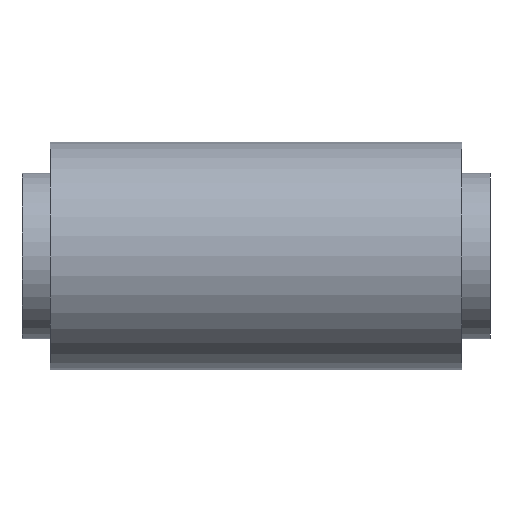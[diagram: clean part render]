
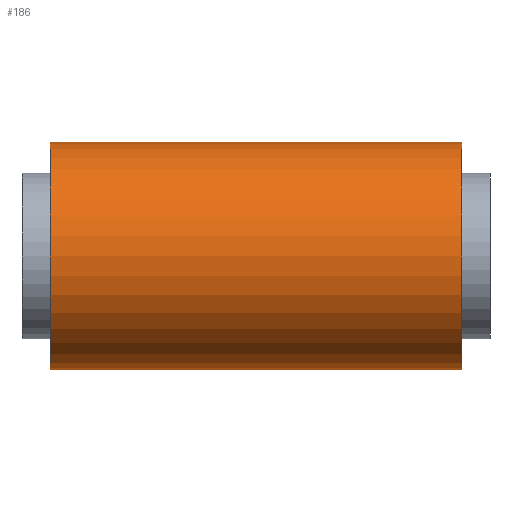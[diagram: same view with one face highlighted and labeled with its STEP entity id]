
A CAD part, left-side view. The second image highlights one B-rep face of the part: STEP entity #186.
In plain terms, the highlighted cylindrical face has radius 4.25 mm (diameter 8.5 mm), a partial arc.
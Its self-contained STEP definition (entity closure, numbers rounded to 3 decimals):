
#9 = EDGE_CURVE ( 'NONE', #91, #295, #12, .T. ) ;
#12 = LINE ( 'NONE', #331, #300 ) ;
#18 = CARTESIAN_POINT ( 'NONE',  ( 0., -7.7, 0. ) ) ;
#42 = DIRECTION ( 'NONE',  ( 0., 0., -1. ) ) ;
#45 = EDGE_CURVE ( 'NONE', #295, #180, #321, .T. ) ;
#68 = DIRECTION ( 'NONE',  ( 0., -1., 0. ) ) ;
#77 = CARTESIAN_POINT ( 'NONE',  ( 0., 7.7, 4.25 ) ) ;
#84 = CARTESIAN_POINT ( 'NONE',  ( 0., 7.7, -4.25 ) ) ;
#90 = ORIENTED_EDGE ( 'NONE', *, *, #9, .F. ) ;
#91 = VERTEX_POINT ( 'NONE', #77 ) ;
#97 = ORIENTED_EDGE ( 'NONE', *, *, #45, .F. ) ;
#98 = EDGE_CURVE ( 'NONE', #91, #241, #313, .T. ) ;
#102 = DIRECTION ( 'NONE',  ( 0., 0., -1. ) ) ;
#115 = DIRECTION ( 'NONE',  ( 0., -1., 0. ) ) ;
#126 = DIRECTION ( 'NONE',  ( 0., -1., 0. ) ) ;
#155 = AXIS2_PLACEMENT_3D ( 'NONE', #294, #115, #184 ) ;
#170 = AXIS2_PLACEMENT_3D ( 'NONE', #18, #68, #42 ) ;
#180 = VERTEX_POINT ( 'NONE', #355 ) ;
#184 = DIRECTION ( 'NONE',  ( 0., 0., -1. ) ) ;
#186 = ADVANCED_FACE ( 'NONE', ( #269 ), #254, .T. ) ;
#192 = CARTESIAN_POINT ( 'NONE',  ( 0., -7.7, 4.25 ) ) ;
#193 = DIRECTION ( 'NONE',  ( 0., -1., 0. ) ) ;
#211 = EDGE_CURVE ( 'NONE', #241, #180, #261, .T. ) ;
#232 = DIRECTION ( 'NONE',  ( 0., -1., 0. ) ) ;
#241 = VERTEX_POINT ( 'NONE', #84 ) ;
#247 = VECTOR ( 'NONE', #193, 1000. ) ;
#254 = CYLINDRICAL_SURFACE ( 'NONE', #155, 4.25 ) ;
#261 = LINE ( 'NONE', #290, #247 ) ;
#269 = FACE_OUTER_BOUND ( 'NONE', #309, .T. ) ;
#290 = CARTESIAN_POINT ( 'NONE',  ( 0., -8.75, -4.25 ) ) ;
#294 = CARTESIAN_POINT ( 'NONE',  ( 0., -8.75, 0. ) ) ;
#295 = VERTEX_POINT ( 'NONE', #192 ) ;
#300 = VECTOR ( 'NONE', #232, 1000. ) ;
#309 = EDGE_LOOP ( 'NONE', ( #90, #363, #356, #97 ) ) ;
#310 = AXIS2_PLACEMENT_3D ( 'NONE', #341, #126, #102 ) ;
#313 = CIRCLE ( 'NONE', #310, 4.25 ) ;
#321 = CIRCLE ( 'NONE', #170, 4.25 ) ;
#331 = CARTESIAN_POINT ( 'NONE',  ( 0., -8.75, 4.25 ) ) ;
#341 = CARTESIAN_POINT ( 'NONE',  ( 0., 7.7, 0. ) ) ;
#355 = CARTESIAN_POINT ( 'NONE',  ( 0., -7.7, -4.25 ) ) ;
#356 = ORIENTED_EDGE ( 'NONE', *, *, #211, .T. ) ;
#363 = ORIENTED_EDGE ( 'NONE', *, *, #98, .T. ) ;
